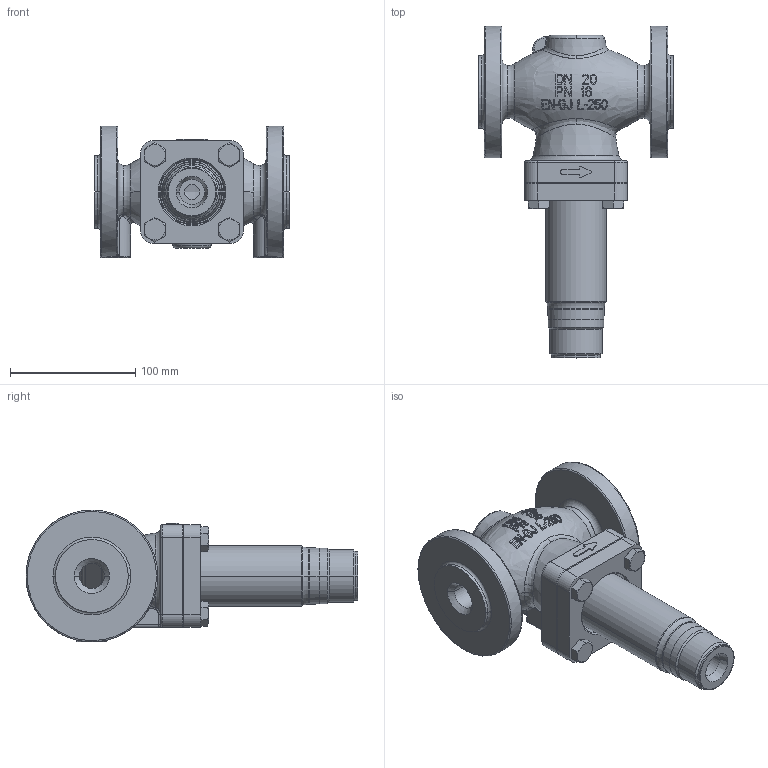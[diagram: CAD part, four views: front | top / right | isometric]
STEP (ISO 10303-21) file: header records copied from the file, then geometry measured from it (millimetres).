
FILE_DESCRIPTION((''),'2;1');
FILE_NAME('065B2389_ASM','2015-03-12T',('u317927'),('Danfoss'),'PRO/ENGINEER BY PARAMETRIC TECHNOLOGY CORPORATION, 2014000','PRO/ENGINEER BY PARAMETRIC TECHNOLOGY CORPORATION, 2014000','');
FILE_SCHEMA(('CONFIG_CONTROL_DESIGN'));
Length unit declared in the file: millimetre
Products named in the file (7): 8861001; 8861042; 8861045; 8861021; 51018011; ZVAR; 065B2389_ASM
Assembly tree (9 placements, depth 2):
  065B2389_ASM
    8861001
    8861042
    8861045
    8861021
    51018011  x4
    ZVAR
Bounding box: 155 x 264.6 x 105 mm (x, y, z)
Volume: 827948.3 mm3; surface area: 199470.3 mm2
Topology: 9 solids, 15 shells, 922 faces, 2365 edges, 1506 vertices
Faces by surface type: plane 528, cylinder 133, bspline 126, torus 75, cone 58, sphere 2
Entity records: 32211 total; most frequent: CARTESIAN_POINT 13258, ORIENTED_EDGE 4398, DIRECTION 3220, EDGE_CURVE 2209, VERTEX_POINT 1404, AXIS2_PLACEMENT_3D 1280, B_SPLINE_CURVE_WITH_KNOTS 1018, EDGE_LOOP 908
